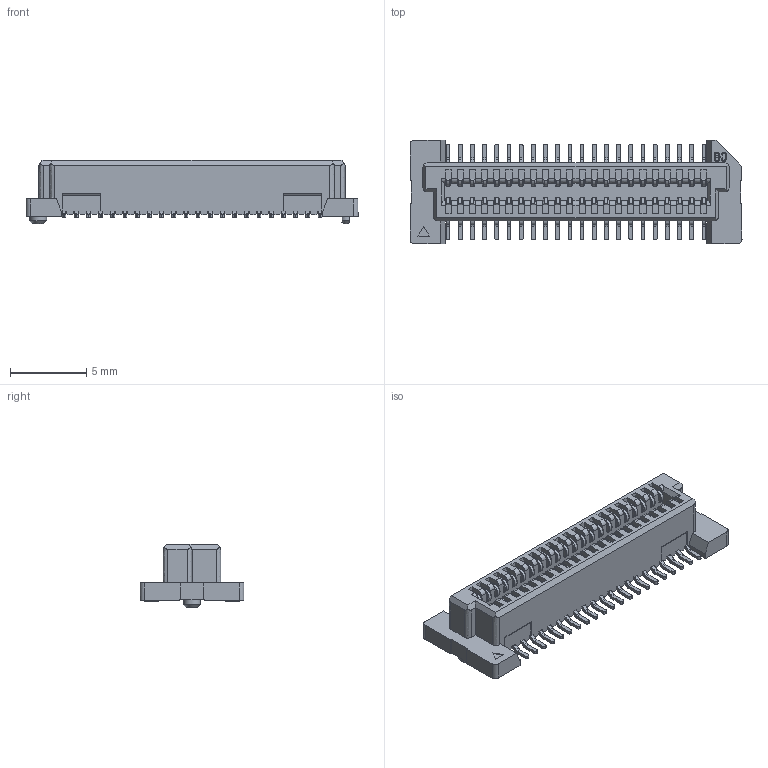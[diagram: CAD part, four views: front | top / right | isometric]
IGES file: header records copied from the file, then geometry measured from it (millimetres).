
Start section: ZWSOFT
Global section: file name: 3616-SXXX-037XXR01.igs; native system: ZW3D; preprocessor: 1.0; author: ZW3D; organization: ZWSOFT; date: 230322.154354; units: millimetre
Bounding box: 21.8 x 6.8 x 4.2 mm (x, y, z)
Surface area: 593 mm2 (no closed solid volume)
Topology: 0 solids, 0 shells, 2213 faces, 12749 edges, 12737 vertices
Faces by surface type: bspline 2213
